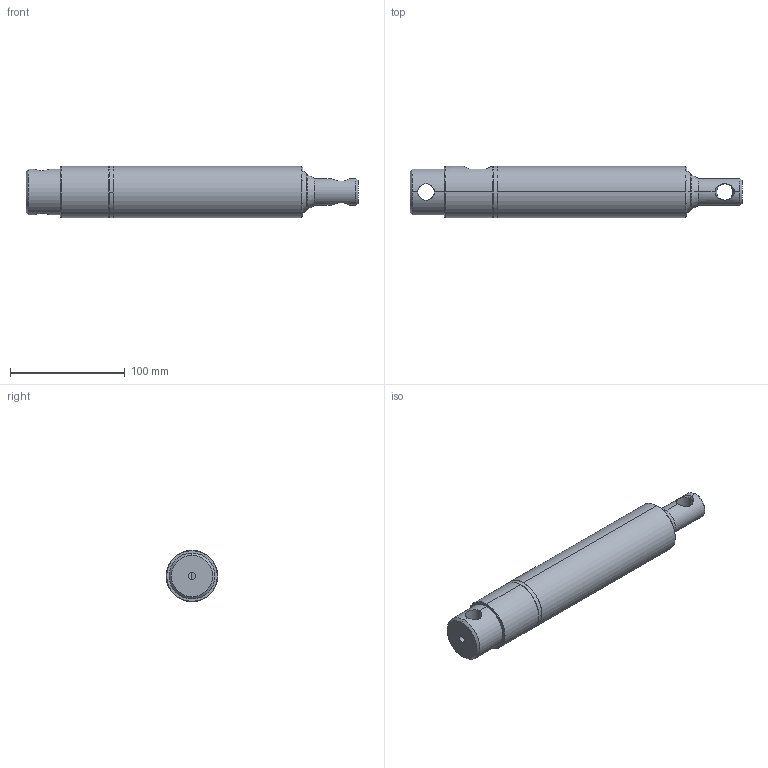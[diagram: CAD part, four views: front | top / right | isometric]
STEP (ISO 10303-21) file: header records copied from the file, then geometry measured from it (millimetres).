
FILE_DESCRIPTION (( 'STEP AP203' ), '1' );
FILE_NAME ('630F.110.STEP', '2014-09-30T11:40:39', ( '' ), ( '' ), 'SwSTEP 2.0', 'SolidWorks 2013', '' );
FILE_SCHEMA (( 'CONFIG_CONTROL_DESIGN' ));
Length unit declared in the file: millimetre
Products named in the file (1): 630F.110
Bounding box: 289 x 45 x 45 mm (x, y, z)
Surface area: 60003.2 mm2 (no closed solid volume)
Topology: 0 solids, 5 shells, 61 faces, 151 edges, 94 vertices
Faces by surface type: cylinder 27, cone 24, plane 10
Entity records: 2427 total; most frequent: CARTESIAN_POINT 883, DIRECTION 327, ORIENTED_EDGE 282, EDGE_CURVE 151, AXIS2_PLACEMENT_3D 137, VERTEX_POINT 94, CIRCLE 75, EDGE_LOOP 71
